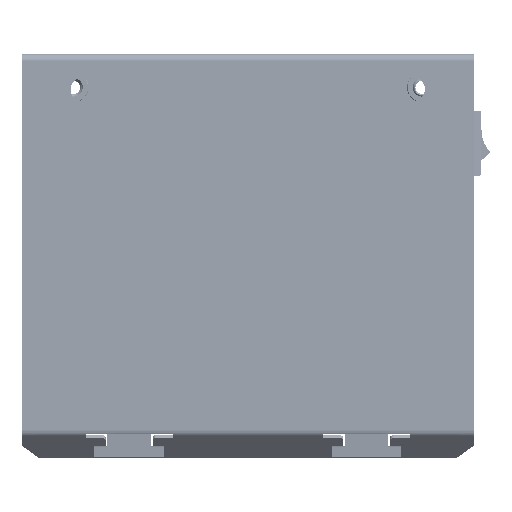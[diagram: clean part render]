
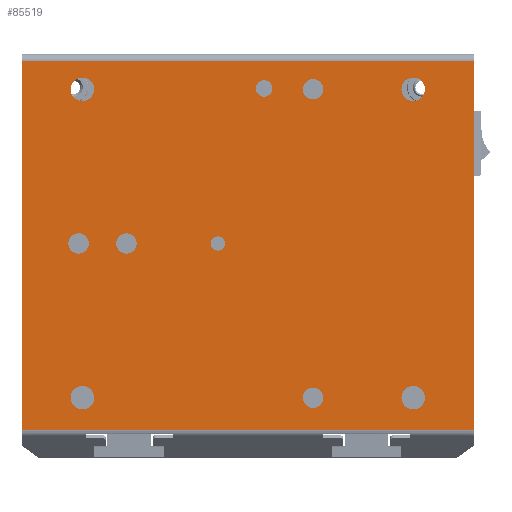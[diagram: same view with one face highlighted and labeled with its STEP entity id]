
A CAD part, front view. The second image highlights one B-rep face of the part: STEP entity #85519.
In plain terms, the highlighted planar face has unit normal (0, -1, 0).
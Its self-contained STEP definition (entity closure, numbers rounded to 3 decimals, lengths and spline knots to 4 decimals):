
#898=FACE_BOUND('',#14423,.T.);
#899=FACE_BOUND('',#14424,.T.);
#900=FACE_BOUND('',#14425,.T.);
#901=FACE_BOUND('',#14426,.T.);
#902=FACE_BOUND('',#14427,.T.);
#903=FACE_BOUND('',#14428,.T.);
#904=FACE_BOUND('',#14429,.T.);
#905=FACE_BOUND('',#14430,.T.);
#906=FACE_BOUND('',#14431,.T.);
#907=FACE_BOUND('',#14432,.T.);
#3186=PLANE('',#92678);
#9332=FACE_OUTER_BOUND('',#14422,.T.);
#14422=EDGE_LOOP('',(#75708,#75709,#75710,#75711));
#14423=EDGE_LOOP('',(#75712));
#14424=EDGE_LOOP('',(#75713));
#14425=EDGE_LOOP('',(#75714));
#14426=EDGE_LOOP('',(#75715));
#14427=EDGE_LOOP('',(#75716));
#14428=EDGE_LOOP('',(#75717));
#14429=EDGE_LOOP('',(#75718));
#14430=EDGE_LOOP('',(#75719));
#14431=EDGE_LOOP('',(#75720));
#14432=EDGE_LOOP('',(#75721));
#17340=CIRCLE('',#92679,0.1171);
#17341=CIRCLE('',#92680,0.1171);
#17342=CIRCLE('',#92681,0.135);
#17343=CIRCLE('',#92682,0.135);
#17344=CIRCLE('',#92683,0.135);
#17345=CIRCLE('',#92684,0.135);
#17346=CIRCLE('',#92685,0.095);
#17347=CIRCLE('',#92686,0.0815);
#17348=CIRCLE('',#92687,0.1171);
#17349=CIRCLE('',#92688,0.1171);
#25702=LINE('',#179099,#32752);
#25703=LINE('',#179101,#32753);
#25704=LINE('',#179103,#32754);
#25705=LINE('',#179104,#32755);
#32752=VECTOR('',#112574,0.3937);
#32753=VECTOR('',#112575,0.3937);
#32754=VECTOR('',#112576,0.3937);
#32755=VECTOR('',#112577,0.3937);
#40884=VERTEX_POINT('',#179097);
#40885=VERTEX_POINT('',#179098);
#40886=VERTEX_POINT('',#179100);
#40887=VERTEX_POINT('',#179102);
#40888=VERTEX_POINT('',#179105);
#40889=VERTEX_POINT('',#179107);
#40890=VERTEX_POINT('',#179109);
#40891=VERTEX_POINT('',#179111);
#40892=VERTEX_POINT('',#179113);
#40893=VERTEX_POINT('',#179115);
#40894=VERTEX_POINT('',#179117);
#40895=VERTEX_POINT('',#179119);
#40896=VERTEX_POINT('',#179121);
#40897=VERTEX_POINT('',#179123);
#52795=EDGE_CURVE('',#40884,#40885,#25702,.T.);
#52796=EDGE_CURVE('',#40886,#40885,#25703,.T.);
#52797=EDGE_CURVE('',#40886,#40887,#25704,.T.);
#52798=EDGE_CURVE('',#40884,#40887,#25705,.T.);
#52799=EDGE_CURVE('',#40888,#40888,#17340,.T.);
#52800=EDGE_CURVE('',#40889,#40889,#17341,.T.);
#52801=EDGE_CURVE('',#40890,#40890,#17342,.T.);
#52802=EDGE_CURVE('',#40891,#40891,#17343,.T.);
#52803=EDGE_CURVE('',#40892,#40892,#17344,.T.);
#52804=EDGE_CURVE('',#40893,#40893,#17345,.T.);
#52805=EDGE_CURVE('',#40894,#40894,#17346,.T.);
#52806=EDGE_CURVE('',#40895,#40895,#17347,.T.);
#52807=EDGE_CURVE('',#40896,#40896,#17348,.T.);
#52808=EDGE_CURVE('',#40897,#40897,#17349,.T.);
#75708=ORIENTED_EDGE('',*,*,#52795,.T.);
#75709=ORIENTED_EDGE('',*,*,#52796,.F.);
#75710=ORIENTED_EDGE('',*,*,#52797,.T.);
#75711=ORIENTED_EDGE('',*,*,#52798,.F.);
#75712=ORIENTED_EDGE('',*,*,#52799,.F.);
#75713=ORIENTED_EDGE('',*,*,#52800,.F.);
#75714=ORIENTED_EDGE('',*,*,#52801,.T.);
#75715=ORIENTED_EDGE('',*,*,#52802,.T.);
#75716=ORIENTED_EDGE('',*,*,#52803,.T.);
#75717=ORIENTED_EDGE('',*,*,#52804,.T.);
#75718=ORIENTED_EDGE('',*,*,#52805,.T.);
#75719=ORIENTED_EDGE('',*,*,#52806,.T.);
#75720=ORIENTED_EDGE('',*,*,#52807,.F.);
#75721=ORIENTED_EDGE('',*,*,#52808,.F.);
#85519=ADVANCED_FACE('',(#9332,#898,#899,#900,#901,#902,#903,#904,#905,
#906,#907),#3186,.T.);
#92678=AXIS2_PLACEMENT_3D('',#179096,#112572,#112573);
#92679=AXIS2_PLACEMENT_3D('',#179106,#112578,#112579);
#92680=AXIS2_PLACEMENT_3D('',#179108,#112580,#112581);
#92681=AXIS2_PLACEMENT_3D('',#179110,#112582,#112583);
#92682=AXIS2_PLACEMENT_3D('',#179112,#112584,#112585);
#92683=AXIS2_PLACEMENT_3D('',#179114,#112586,#112587);
#92684=AXIS2_PLACEMENT_3D('',#179116,#112588,#112589);
#92685=AXIS2_PLACEMENT_3D('',#179118,#112590,#112591);
#92686=AXIS2_PLACEMENT_3D('',#179120,#112592,#112593);
#92687=AXIS2_PLACEMENT_3D('',#179122,#112594,#112595);
#92688=AXIS2_PLACEMENT_3D('',#179124,#112596,#112597);
#112572=DIRECTION('center_axis',(0.,-1.,0.));
#112573=DIRECTION('ref_axis',(1.,0.,0.));
#112574=DIRECTION('',(1.,0.,0.));
#112575=DIRECTION('',(0.,0.,-1.));
#112576=DIRECTION('',(-1.,0.,0.));
#112577=DIRECTION('',(0.,0.,1.));
#112578=DIRECTION('center_axis',(0.,-1.,0.));
#112579=DIRECTION('ref_axis',(0.,0.,1.));
#112580=DIRECTION('center_axis',(0.,-1.,0.));
#112581=DIRECTION('ref_axis',(0.,0.,1.));
#112582=DIRECTION('center_axis',(0.,1.,0.));
#112583=DIRECTION('ref_axis',(1.,0.,0.));
#112584=DIRECTION('center_axis',(0.,1.,0.));
#112585=DIRECTION('ref_axis',(1.,0.,0.));
#112586=DIRECTION('center_axis',(0.,1.,0.));
#112587=DIRECTION('ref_axis',(1.,0.,0.));
#112588=DIRECTION('center_axis',(0.,1.,0.));
#112589=DIRECTION('ref_axis',(1.,0.,0.));
#112590=DIRECTION('center_axis',(0.,1.,0.));
#112591=DIRECTION('ref_axis',(1.,0.,0.));
#112592=DIRECTION('center_axis',(0.,1.,0.));
#112593=DIRECTION('ref_axis',(1.,0.,0.));
#112594=DIRECTION('center_axis',(0.,-1.,0.));
#112595=DIRECTION('ref_axis',(0.,0.,1.));
#112596=DIRECTION('center_axis',(0.,-1.,0.));
#112597=DIRECTION('ref_axis',(0.,0.,1.));
#179096=CARTESIAN_POINT('Origin',(4.594,2.,-2.1285));
#179097=CARTESIAN_POINT('',(2.,2.,-4.2774));
#179098=CARTESIAN_POINT('',(7.188,2.,-4.2774));
#179099=CARTESIAN_POINT('',(3.297,2.,-4.2774));
#179100=CARTESIAN_POINT('',(7.188,2.,-0.04));
#179101=CARTESIAN_POINT('',(7.188,2.,-0.04));
#179102=CARTESIAN_POINT('',(2.,2.,-0.04));
#179103=CARTESIAN_POINT('',(4.594,2.,-0.04));
#179104=CARTESIAN_POINT('',(2.,2.,0.056));
#179105=CARTESIAN_POINT('',(2.65,2.,-2.0156));
#179106=CARTESIAN_POINT('Origin',(2.65,2.,-2.1327));
#179107=CARTESIAN_POINT('',(5.344,2.,-3.7872));
#179108=CARTESIAN_POINT('Origin',(5.344,2.,-3.9043));
#179109=CARTESIAN_POINT('',(2.559,2.,-0.361));
#179110=CARTESIAN_POINT('Origin',(2.694,2.,-0.361));
#179111=CARTESIAN_POINT('',(6.359,2.,-0.361));
#179112=CARTESIAN_POINT('Origin',(6.494,2.,-0.361));
#179113=CARTESIAN_POINT('',(6.359,2.,-3.9043));
#179114=CARTESIAN_POINT('Origin',(6.494,2.,-3.9043));
#179115=CARTESIAN_POINT('',(2.559,2.,-3.9043));
#179116=CARTESIAN_POINT('Origin',(2.694,2.,-3.9043));
#179117=CARTESIAN_POINT('',(4.687,2.,-0.3517));
#179118=CARTESIAN_POINT('Origin',(4.782,2.,-0.3517));
#179119=CARTESIAN_POINT('',(4.1685,2.,-2.1327));
#179120=CARTESIAN_POINT('Origin',(4.25,2.,-2.1327));
#179121=CARTESIAN_POINT('',(3.2,2.,-2.0156));
#179122=CARTESIAN_POINT('Origin',(3.2,2.,-2.1327));
#179123=CARTESIAN_POINT('',(5.344,2.,-0.2439));
#179124=CARTESIAN_POINT('Origin',(5.344,2.,-0.361));
